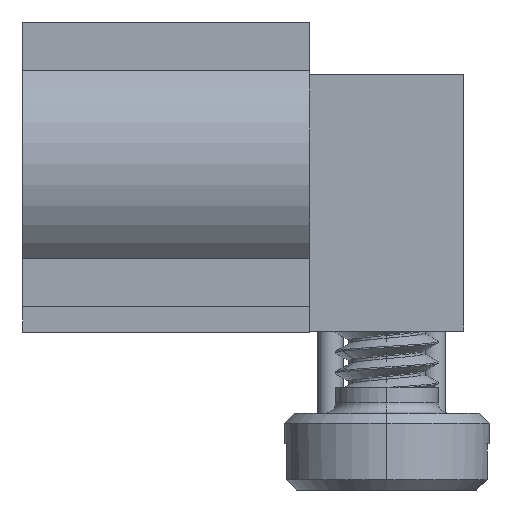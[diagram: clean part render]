
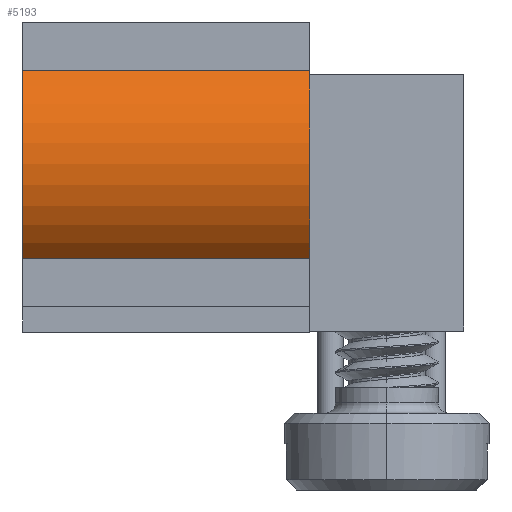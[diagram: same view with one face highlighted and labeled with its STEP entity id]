
A CAD part, left-side view. The second image highlights one B-rep face of the part: STEP entity #5193.
In plain terms, the highlighted cylindrical face has radius 2.5 mm (diameter 5 mm), a partial arc.
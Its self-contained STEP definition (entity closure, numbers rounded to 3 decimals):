
#80=CARTESIAN_POINT('',(-8.5,3.4,0.));
#81=DIRECTION('',(0.,-1.,0.));
#82=DIRECTION('',(-0.68,0.,0.733));
#83=AXIS2_PLACEMENT_3D('',#80,#81,#82);
#566=CARTESIAN_POINT('',(-8.5,-2.2,0.));
#567=DIRECTION('',(0.,-1.,0.));
#568=DIRECTION('',(-0.68,0.,0.733));
#569=AXIS2_PLACEMENT_3D('',#566,#567,#568);
#2571=DIRECTION('',(0.,-1.,0.));
#2572=VECTOR('',#2571,5.6);
#2573=CARTESIAN_POINT('',(-10.2,3.4,1.833));
#2574=LINE('',#2573,#2572);
#2578=DIRECTION('',(0.,-1.,0.));
#2579=VECTOR('',#2578,5.6);
#2580=CARTESIAN_POINT('',(-10.2,3.4,-1.833));
#2581=LINE('',#2580,#2579);
#2935=CARTESIAN_POINT('',(-10.2,3.4,1.833));
#2937=VERTEX_POINT('',#2935);
#2938=CARTESIAN_POINT('',(-10.2,3.4,-1.833));
#2939=VERTEX_POINT('',#2938);
#2944=CARTESIAN_POINT('',(-10.2,-2.2,1.833));
#2945=VERTEX_POINT('',#2944);
#2946=CARTESIAN_POINT('',(-10.2,-2.2,-1.833));
#2947=VERTEX_POINT('',#2946);
#5181=CARTESIAN_POINT('',(-8.5,3.4,0.));
#5182=DIRECTION('',(0.,-1.,0.));
#5183=DIRECTION('',(-1.,0.,0.));
#5184=AXIS2_PLACEMENT_3D('',#5181,#5182,#5183);
#5185=CYLINDRICAL_SURFACE('',#5184,2.5);
#5186=ORIENTED_EDGE('',*,*,#3059,.F.);
#5187=ORIENTED_EDGE('',*,*,#5176,.T.);
#5188=ORIENTED_EDGE('',*,*,#3381,.T.);
#5190=ORIENTED_EDGE('',*,*,#5189,.F.);
#5191=EDGE_LOOP('',(#5186,#5187,#5188,#5190));
#5192=FACE_OUTER_BOUND('',#5191,.F.);
#5193=ADVANCED_FACE('',(#5192),#5185,.T.);
#84=CIRCLE('',#83,2.5);
#570=CIRCLE('',#569,2.5);
#3059=EDGE_CURVE('',#2937,#2939,#84,.T.);
#3381=EDGE_CURVE('',#2945,#2947,#570,.T.);
#5176=EDGE_CURVE('',#2937,#2945,#2574,.T.);
#5189=EDGE_CURVE('',#2939,#2947,#2581,.T.);
